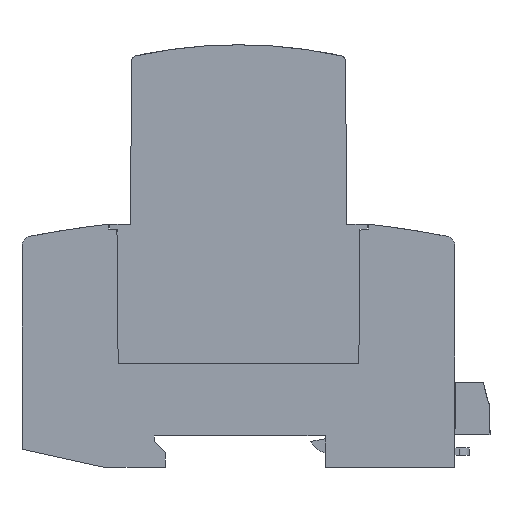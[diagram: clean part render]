
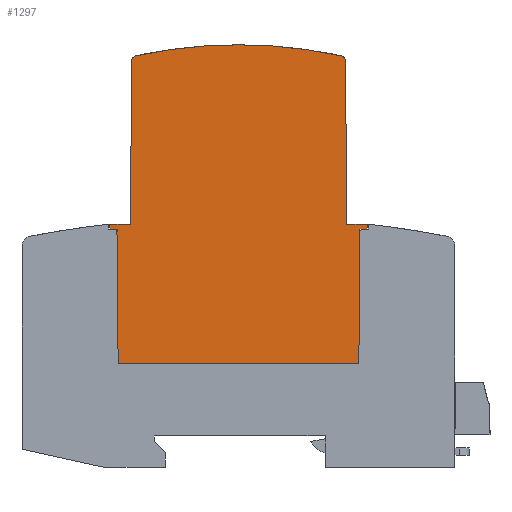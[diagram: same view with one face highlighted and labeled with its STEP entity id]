
A CAD part, left-side view. The second image highlights one B-rep face of the part: STEP entity #1297.
In plain terms, the highlighted planar face has unit normal (-1, 0, 0).
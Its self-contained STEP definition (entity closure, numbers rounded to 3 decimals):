
#1297=ADVANCED_FACE('',(#2657),#2658,.F.);
#2657=FACE_OUTER_BOUND('',#4044,.T.);
#2658=PLANE('',#4045);
#4044=EDGE_LOOP('',(#8074,#8075,#8076,#8077,#8078,#8079,#8080,#8081,#8082,#8083,#8084,#8085,#8086,#8087,#8088,#8089,#8090,#8091,#8092,#8093,#8094));
#4045=AXIS2_PLACEMENT_3D('',#8095,#8096,#8097);
#8074=ORIENTED_EDGE('',*,*,#10151,.F.);
#8075=ORIENTED_EDGE('',*,*,#10114,.F.);
#8076=ORIENTED_EDGE('',*,*,#8547,.F.);
#8077=ORIENTED_EDGE('',*,*,#10119,.F.);
#8078=ORIENTED_EDGE('',*,*,#10071,.T.);
#8079=ORIENTED_EDGE('',*,*,#10123,.F.);
#8080=ORIENTED_EDGE('',*,*,#10127,.T.);
#8081=ORIENTED_EDGE('',*,*,#10161,.F.);
#8082=ORIENTED_EDGE('',*,*,#9341,.T.);
#8083=ORIENTED_EDGE('',*,*,#10131,.F.);
#8084=ORIENTED_EDGE('',*,*,#10162,.F.);
#8085=ORIENTED_EDGE('',*,*,#10163,.F.);
#8086=ORIENTED_EDGE('',*,*,#10164,.F.);
#8087=ORIENTED_EDGE('',*,*,#10165,.F.);
#8088=ORIENTED_EDGE('',*,*,#10166,.F.);
#8089=ORIENTED_EDGE('',*,*,#10135,.F.);
#8090=ORIENTED_EDGE('',*,*,#10139,.T.);
#8091=ORIENTED_EDGE('',*,*,#10167,.F.);
#8092=ORIENTED_EDGE('',*,*,#10144,.T.);
#8093=ORIENTED_EDGE('',*,*,#10148,.F.);
#8094=ORIENTED_EDGE('',*,*,#10076,.T.);
#8095=CARTESIAN_POINT('',(-8.775,45.011,52.739));
#8096=DIRECTION('',(1.0,0.0,0.));
#8097=DIRECTION('',(0.,0.0,-1.0));
#8547=EDGE_CURVE('',#10407,#10409,#10410,.T.);
#9341=EDGE_CURVE('',#11687,#11692,#11694,.T.);
#10071=EDGE_CURVE('',#12737,#12735,#12738,.T.);
#10076=EDGE_CURVE('',#12746,#12744,#12747,.T.);
#10114=EDGE_CURVE('',#10409,#12797,#12798,.T.);
#10119=EDGE_CURVE('',#12737,#10407,#12804,.T.);
#10123=EDGE_CURVE('',#12808,#12735,#12810,.T.);
#10127=EDGE_CURVE('',#12808,#12814,#12816,.T.);
#10131=EDGE_CURVE('',#12820,#11692,#12822,.T.);
#10135=EDGE_CURVE('',#12827,#12829,#12830,.T.);
#10139=EDGE_CURVE('',#12827,#12833,#12836,.T.);
#10144=EDGE_CURVE('',#12844,#12842,#12845,.T.);
#10148=EDGE_CURVE('',#12746,#12842,#12849,.T.);
#10151=EDGE_CURVE('',#12797,#12744,#12852,.T.);
#10161=EDGE_CURVE('',#11687,#12814,#12866,.T.);
#10162=EDGE_CURVE('',#12867,#12820,#12868,.T.);
#10163=EDGE_CURVE('',#12869,#12867,#12870,.T.);
#10164=EDGE_CURVE('',#12871,#12869,#12872,.T.);
#10165=EDGE_CURVE('',#12873,#12871,#12874,.T.);
#10166=EDGE_CURVE('',#12829,#12873,#12875,.T.);
#10167=EDGE_CURVE('',#12844,#12833,#12876,.T.);
#10407=VERTEX_POINT('',#13605);
#10409=VERTEX_POINT('',#13608);
#10410=CIRCLE('',#13609,100.);
#11687=VERTEX_POINT('',#15840);
#11692=VERTEX_POINT('',#15847);
#11694=LINE('',#15850,#15851);
#12735=VERTEX_POINT('',#17494);
#12737=VERTEX_POINT('',#17497);
#12738=LINE('',#17498,#17499);
#12744=VERTEX_POINT('',#17507);
#12746=VERTEX_POINT('',#17510);
#12747=LINE('',#17511,#17512);
#12797=VERTEX_POINT('',#17657);
#12798=CIRCLE('',#17658,100.);
#12804=CIRCLE('',#17665,1.);
#12808=VERTEX_POINT('',#17670);
#12810=LINE('',#17673,#17674);
#12814=VERTEX_POINT('',#17679);
#12816=LINE('',#17682,#17683);
#12820=VERTEX_POINT('',#17688);
#12822=LINE('',#17691,#17692);
#12827=VERTEX_POINT('',#17698);
#12829=VERTEX_POINT('',#17701);
#12830=LINE('',#17702,#17703);
#12833=VERTEX_POINT('',#17707);
#12836=LINE('',#17711,#17712);
#12842=VERTEX_POINT('',#17720);
#12844=VERTEX_POINT('',#17723);
#12845=LINE('',#17724,#17725);
#12849=LINE('',#17731,#17732);
#12852=CIRCLE('',#17735,1.);
#12866=LINE('',#17756,#17757);
#12867=VERTEX_POINT('',#17758);
#12868=LINE('',#17759,#17760);
#12869=VERTEX_POINT('',#17761);
#12870=LINE('',#17762,#17763);
#12871=VERTEX_POINT('',#17764);
#12872=LINE('',#17765,#17766);
#12873=VERTEX_POINT('',#17767);
#12874=LINE('',#17768,#17769);
#12875=LINE('',#17770,#17771);
#12876=LINE('',#17772,#17773);
#13605=CARTESIAN_POINT('',(-8.775,66.401,85.493));
#13608=CARTESIAN_POINT('',(-8.775,45.,87.81));
#13609=AXIS2_PLACEMENT_3D('',#18143,#18144,#18145);
#15840=CARTESIAN_POINT('',(-8.775,70.5,49.5));
#15847=CARTESIAN_POINT('',(-8.775,70.08,49.5));
#15850=CARTESIAN_POINT('',(-8.775,71.75,49.5));
#15851=VECTOR('',#19008,1.0);
#17494=CARTESIAN_POINT('',(-8.775,67.484,50.5));
#17497=CARTESIAN_POINT('',(-8.775,67.187,84.525));
#17498=CARTESIAN_POINT('',(-8.775,67.187,84.525));
#17499=VECTOR('',#19705,1.0);
#17507=CARTESIAN_POINT('',(-8.775,22.767,84.515));
#17510=CARTESIAN_POINT('',(-8.775,22.47,50.5));
#17511=CARTESIAN_POINT('',(-8.775,22.47,50.5));
#17512=VECTOR('',#19709,1.);
#17657=CARTESIAN_POINT('',(-8.775,23.552,85.483));
#17658=AXIS2_PLACEMENT_3D('',#19741,#19742,#19743);
#17665=AXIS2_PLACEMENT_3D('',#19751,#19752,#19753);
#17670=CARTESIAN_POINT('',(-8.775,71.75,50.5));
#17673=CARTESIAN_POINT('',(-8.775,71.75,50.5));
#17674=VECTOR('',#19756,1.0);
#17679=CARTESIAN_POINT('',(-8.775,71.75,49.5));
#17682=CARTESIAN_POINT('',(-8.775,71.75,50.5));
#17683=VECTOR('',#19759,1.0);
#17688=CARTESIAN_POINT('',(-8.775,70.077,49.077));
#17691=CARTESIAN_POINT('',(-8.775,70.077,49.077));
#17692=VECTOR('',#19762,1.);
#17698=CARTESIAN_POINT('',(-8.775,19.873,49.5));
#17701=CARTESIAN_POINT('',(-8.775,19.877,49.123));
#17702=CARTESIAN_POINT('',(-8.775,19.873,49.5));
#17703=VECTOR('',#19765,1.);
#17707=CARTESIAN_POINT('',(-8.775,19.5,49.5));
#17711=CARTESIAN_POINT('',(-8.775,19.873,49.5));
#17712=VECTOR('',#19768,1.0);
#17720=CARTESIAN_POINT('',(-8.775,18.25,50.5));
#17723=CARTESIAN_POINT('',(-8.775,18.25,49.5));
#17724=CARTESIAN_POINT('',(-8.775,18.25,49.5));
#17725=VECTOR('',#19772,1.0);
#17731=CARTESIAN_POINT('',(-8.775,22.47,50.5));
#17732=VECTOR('',#19775,1.0);
#17735=AXIS2_PLACEMENT_3D('',#19779,#19780,#19781);
#17756=CARTESIAN_POINT('',(-8.775,58.131,49.5));
#17757=VECTOR('',#19789,1.0);
#17758=CARTESIAN_POINT('',(-8.775,70.26,49.26));
#17759=CARTESIAN_POINT('',(-8.775,70.26,49.26));
#17760=VECTOR('',#19790,1.0);
#17761=CARTESIAN_POINT('',(-8.775,70.018,21.5));
#17762=CARTESIAN_POINT('',(-8.775,70.214,43.949));
#17763=VECTOR('',#19791,1.0);
#17764=CARTESIAN_POINT('',(-8.775,19.982,21.5));
#17765=CARTESIAN_POINT('',(-8.775,45.006,21.5));
#17766=VECTOR('',#19792,1.0);
#17767=CARTESIAN_POINT('',(-8.775,19.74,49.26));
#17768=CARTESIAN_POINT('',(-8.775,19.786,43.949));
#17769=VECTOR('',#19793,1.0);
#17770=CARTESIAN_POINT('',(-8.775,19.877,49.123));
#17771=VECTOR('',#19794,1.0);
#17772=CARTESIAN_POINT('',(-8.775,31.881,49.5));
#17773=VECTOR('',#19795,1.0);
#18143=CARTESIAN_POINT('',(-8.775,45.,-12.19));
#18144=DIRECTION('',(1.0,0.0,0.));
#18145=DIRECTION('',(0.,0.0,-1.0));
#19008=DIRECTION('',(0.0,-1.0,0.0));
#19705=DIRECTION('',(0.,0.009,-1.));
#19709=DIRECTION('',(0.,0.009,1.));
#19741=CARTESIAN_POINT('',(-8.775,45.,-12.19));
#19742=DIRECTION('',(1.0,0.0,0.));
#19743=DIRECTION('',(0.,0.0,-1.0));
#19751=CARTESIAN_POINT('',(-8.775,66.187,84.516));
#19752=DIRECTION('',(1.0,0.0,0.));
#19753=DIRECTION('',(0.,0.0,-1.0));
#19756=DIRECTION('',(0.0,-1.0,0.0));
#19759=DIRECTION('',(0.,0.0,-1.0));
#19762=DIRECTION('',(0.,0.009,1.));
#19765=DIRECTION('',(0.,0.009,-1.));
#19768=DIRECTION('',(0.0,-1.0,0.0));
#19772=DIRECTION('',(0.,0.0,1.0));
#19775=DIRECTION('',(0.0,-1.0,0.0));
#19779=CARTESIAN_POINT('',(-8.775,23.767,84.506));
#19780=DIRECTION('',(1.0,0.0,0.));
#19781=DIRECTION('',(0.,0.0,-1.0));
#19789=DIRECTION('',(0.0,1.0,0.0));
#19790=DIRECTION('',(0.,-0.707,-0.707));
#19791=DIRECTION('',(0.,0.009,1.));
#19792=DIRECTION('',(0.0,1.0,0.0));
#19793=DIRECTION('',(0.,0.009,-1.));
#19794=DIRECTION('',(0.,-0.707,0.707));
#19795=DIRECTION('',(0.0,1.0,0.0));
